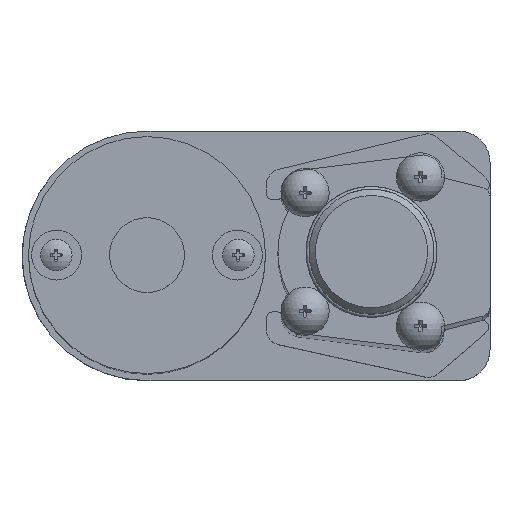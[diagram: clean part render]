
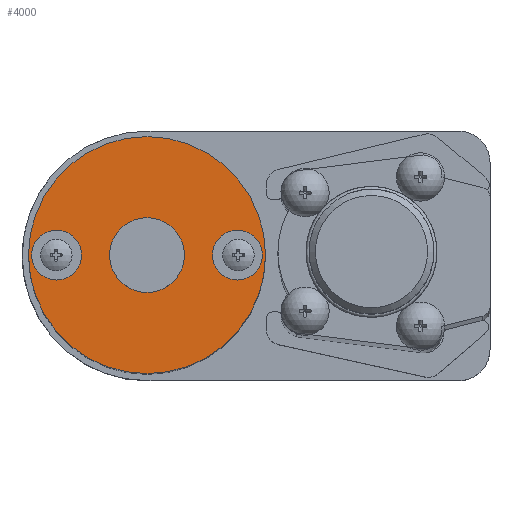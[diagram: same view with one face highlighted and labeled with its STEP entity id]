
A CAD part, top view. The second image highlights one B-rep face of the part: STEP entity #4000.
In plain terms, the highlighted planar face has unit normal (0, 0, 1).
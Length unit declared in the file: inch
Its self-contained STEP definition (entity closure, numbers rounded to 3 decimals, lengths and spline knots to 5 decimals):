
#125=FACE_BOUND('',#568,.T.);
#126=FACE_BOUND('',#569,.T.);
#127=FACE_BOUND('',#570,.T.);
#327=FACE_OUTER_BOUND('',#567,.T.);
#567=EDGE_LOOP('',(#3115,#3116));
#568=EDGE_LOOP('',(#3117,#3118));
#569=EDGE_LOOP('',(#3119,#3120));
#570=EDGE_LOOP('',(#3121,#3122));
#856=CIRCLE('',#4402,0.15748);
#857=CIRCLE('',#4403,0.15748);
#858=CIRCLE('',#4405,0.23622);
#859=CIRCLE('',#4406,0.23622);
#860=CIRCLE('',#4408,0.15748);
#861=CIRCLE('',#4409,0.15748);
#862=CIRCLE('',#4411,0.74803);
#863=CIRCLE('',#4412,0.74803);
#1687=VERTEX_POINT('',#7701);
#1688=VERTEX_POINT('',#7703);
#1689=VERTEX_POINT('',#7707);
#1690=VERTEX_POINT('',#7709);
#1691=VERTEX_POINT('',#7713);
#1692=VERTEX_POINT('',#7715);
#1693=VERTEX_POINT('',#7719);
#1694=VERTEX_POINT('',#7720);
#2200=EDGE_CURVE('',#1687,#1688,#856,.T.);
#2201=EDGE_CURVE('',#1688,#1687,#857,.T.);
#2203=EDGE_CURVE('',#1689,#1690,#858,.T.);
#2204=EDGE_CURVE('',#1690,#1689,#859,.T.);
#2206=EDGE_CURVE('',#1691,#1692,#860,.T.);
#2207=EDGE_CURVE('',#1692,#1691,#861,.T.);
#2208=EDGE_CURVE('',#1693,#1694,#862,.T.);
#2209=EDGE_CURVE('',#1694,#1693,#863,.T.);
#3115=ORIENTED_EDGE('',*,*,#2208,.T.);
#3116=ORIENTED_EDGE('',*,*,#2209,.T.);
#3117=ORIENTED_EDGE('',*,*,#2207,.F.);
#3118=ORIENTED_EDGE('',*,*,#2206,.F.);
#3119=ORIENTED_EDGE('',*,*,#2204,.F.);
#3120=ORIENTED_EDGE('',*,*,#2203,.F.);
#3121=ORIENTED_EDGE('',*,*,#2201,.F.);
#3122=ORIENTED_EDGE('',*,*,#2200,.F.);
#3817=PLANE('',#4410);
#4000=ADVANCED_FACE('',(#327,#125,#126,#127),#3817,.T.);
#4402=AXIS2_PLACEMENT_3D('',#7704,#5297,#5298);
#4403=AXIS2_PLACEMENT_3D('',#7705,#5299,#5300);
#4405=AXIS2_PLACEMENT_3D('',#7710,#5304,#5305);
#4406=AXIS2_PLACEMENT_3D('',#7711,#5306,#5307);
#4408=AXIS2_PLACEMENT_3D('',#7716,#5311,#5312);
#4409=AXIS2_PLACEMENT_3D('',#7717,#5313,#5314);
#4410=AXIS2_PLACEMENT_3D('',#7718,#5315,#5316);
#4411=AXIS2_PLACEMENT_3D('',#7721,#5317,#5318);
#4412=AXIS2_PLACEMENT_3D('',#7722,#5319,#5320);
#5297=DIRECTION('center_axis',(0.,0.,1.));
#5298=DIRECTION('ref_axis',(1.,0.,0.));
#5299=DIRECTION('center_axis',(0.,0.,1.));
#5300=DIRECTION('ref_axis',(1.,0.,0.));
#5304=DIRECTION('center_axis',(0.,0.,1.));
#5305=DIRECTION('ref_axis',(1.,0.,0.));
#5306=DIRECTION('center_axis',(0.,0.,1.));
#5307=DIRECTION('ref_axis',(1.,0.,0.));
#5311=DIRECTION('center_axis',(0.,0.,1.));
#5312=DIRECTION('ref_axis',(1.,0.,0.));
#5313=DIRECTION('center_axis',(0.,0.,1.));
#5314=DIRECTION('ref_axis',(1.,0.,0.));
#5315=DIRECTION('center_axis',(0.,0.,1.));
#5316=DIRECTION('ref_axis',(1.,0.,0.));
#5317=DIRECTION('center_axis',(0.,0.,1.));
#5318=DIRECTION('ref_axis',(1.,0.,0.));
#5319=DIRECTION('center_axis',(0.,0.,1.));
#5320=DIRECTION('ref_axis',(1.,0.,0.));
#7701=CARTESIAN_POINT('',(-0.72835,0.,2.77559));
#7703=CARTESIAN_POINT('',(-0.41339,0.,2.77559));
#7704=CARTESIAN_POINT('Origin',(-0.57087,0.,2.77559));
#7705=CARTESIAN_POINT('Origin',(-0.57087,0.,2.77559));
#7707=CARTESIAN_POINT('',(-0.23622,0.,2.77559));
#7709=CARTESIAN_POINT('',(0.23622,0.,2.77559));
#7710=CARTESIAN_POINT('Origin',(0.,0.,2.77559));
#7711=CARTESIAN_POINT('Origin',(0.,0.,2.77559));
#7713=CARTESIAN_POINT('',(0.41339,0.,2.77559));
#7715=CARTESIAN_POINT('',(0.72835,0.,2.77559));
#7716=CARTESIAN_POINT('Origin',(0.57087,0.,2.77559));
#7717=CARTESIAN_POINT('Origin',(0.57087,0.,2.77559));
#7718=CARTESIAN_POINT('Origin',(0.,0.,2.77559));
#7719=CARTESIAN_POINT('',(0.74803,0.,2.77559));
#7720=CARTESIAN_POINT('',(-0.74803,0.,2.77559));
#7721=CARTESIAN_POINT('Origin',(0.,0.,2.77559));
#7722=CARTESIAN_POINT('Origin',(0.,0.,2.77559));
